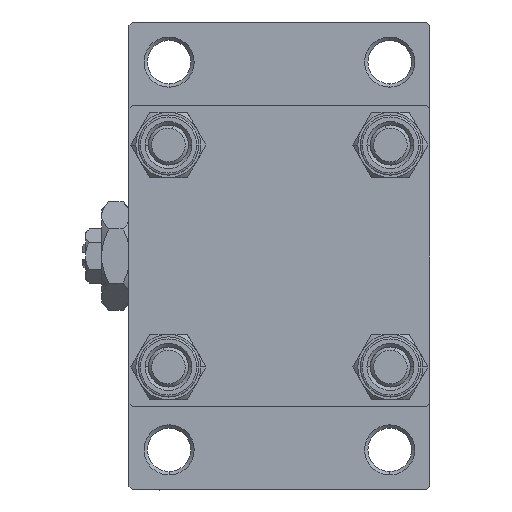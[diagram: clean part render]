
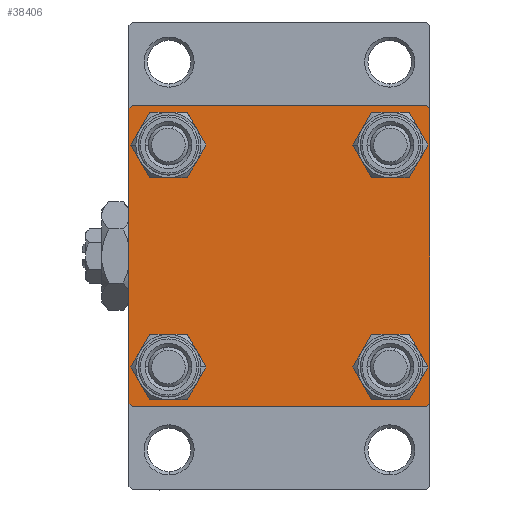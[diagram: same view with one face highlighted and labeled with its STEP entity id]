
A CAD part, left-side view. The second image highlights one B-rep face of the part: STEP entity #38406.
In plain terms, the highlighted planar face has unit normal (-1, 0, 0).
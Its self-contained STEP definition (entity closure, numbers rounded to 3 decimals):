
#22 = LINE ( 'NONE', #31310, #9567 ) ;
#1619 = CARTESIAN_POINT ( 'NONE',  ( 0., 16.6, -13.1 ) ) ;
#1884 = DIRECTION ( 'NONE',  ( 0., -0.707, -0.707 ) ) ;
#2197 = DIRECTION ( 'NONE',  ( 0., 0., 1. ) ) ;
#2485 = AXIS2_PLACEMENT_3D ( 'NONE', #45417, #25943, #33384 ) ;
#2700 = ORIENTED_EDGE ( 'NONE', *, *, #48810, .T. ) ;
#3792 = LINE ( 'NONE', #34576, #36921 ) ;
#4924 = EDGE_LOOP ( 'NONE', ( #18714, #13086 ) ) ;
#5791 = VERTEX_POINT ( 'NONE', #22614 ) ;
#5848 = VERTEX_POINT ( 'NONE', #11287 ) ;
#6037 = DIRECTION ( 'NONE',  ( 1., 0., 0. ) ) ;
#6259 = CARTESIAN_POINT ( 'NONE',  ( 0., 16.6, 16.6 ) ) ;
#6457 = EDGE_LOOP ( 'NONE', ( #2700, #28036 ) ) ;
#6639 = VERTEX_POINT ( 'NONE', #16491 ) ;
#6803 = EDGE_CURVE ( 'NONE', #30748, #21859, #34767, .T. ) ;
#6836 = VERTEX_POINT ( 'NONE', #35416 ) ;
#6957 = CARTESIAN_POINT ( 'NONE',  ( 0., -22.25, 22.25 ) ) ;
#7045 = VERTEX_POINT ( 'NONE', #21557 ) ;
#7703 = EDGE_LOOP ( 'NONE', ( #50624, #26396, #31250, #27949, #41026, #11627, #44414, #8875 ) ) ;
#8224 = VERTEX_POINT ( 'NONE', #1619 ) ;
#8875 = ORIENTED_EDGE ( 'NONE', *, *, #27474, .T. ) ;
#8978 = VERTEX_POINT ( 'NONE', #37392 ) ;
#9567 = VECTOR ( 'NONE', #11798, 1000. ) ;
#10040 = EDGE_CURVE ( 'NONE', #43609, #8978, #31987, .T. ) ;
#10155 = CARTESIAN_POINT ( 'NONE',  ( 0., -22.5, -22. ) ) ;
#10171 = ORIENTED_EDGE ( 'NONE', *, *, #44092, .T. ) ;
#10844 = CARTESIAN_POINT ( 'NONE',  ( 0., 16.6, -16.6 ) ) ;
#11287 = CARTESIAN_POINT ( 'NONE',  ( 0., 16.6, 20.1 ) ) ;
#11627 = ORIENTED_EDGE ( 'NONE', *, *, #44550, .T. ) ;
#11798 = DIRECTION ( 'NONE',  ( 0., -0.707, 0.707 ) ) ;
#12121 = VERTEX_POINT ( 'NONE', #28659 ) ;
#12319 = VERTEX_POINT ( 'NONE', #35264 ) ;
#12742 = CARTESIAN_POINT ( 'NONE',  ( 0., 22., -22.5 ) ) ;
#13086 = ORIENTED_EDGE ( 'NONE', *, *, #14583, .T. ) ;
#13905 = DIRECTION ( 'NONE',  ( 0., 0., 1. ) ) ;
#13925 = VERTEX_POINT ( 'NONE', #35075 ) ;
#14583 = EDGE_CURVE ( 'NONE', #7045, #5848, #21051, .T. ) ;
#15561 = EDGE_LOOP ( 'NONE', ( #32983, #10171 ) ) ;
#16371 = EDGE_CURVE ( 'NONE', #8224, #6639, #18629, .T. ) ;
#16491 = CARTESIAN_POINT ( 'NONE',  ( 0., 16.6, -20.1 ) ) ;
#16609 = VECTOR ( 'NONE', #18890, 1000. ) ;
#16821 = DIRECTION ( 'NONE',  ( 0., 0., -1. ) ) ;
#16957 = CIRCLE ( 'NONE', #45639, 3.5 ) ;
#17093 = CARTESIAN_POINT ( 'NONE',  ( 0., -16.6, 20.1 ) ) ;
#17192 = DIRECTION ( 'NONE',  ( 0., 0., 1. ) ) ;
#17265 = CARTESIAN_POINT ( 'NONE',  ( 0., 22.25, -22.25 ) ) ;
#17532 = FACE_OUTER_BOUND ( 'NONE', #7703, .T. ) ;
#17585 = LINE ( 'NONE', #40927, #25264 ) ;
#17690 = VERTEX_POINT ( 'NONE', #10155 ) ;
#18044 = FACE_BOUND ( 'NONE', #15561, .T. ) ;
#18259 = DIRECTION ( 'NONE',  ( 1., 0., 0. ) ) ;
#18302 = DIRECTION ( 'NONE',  ( 0., 0., 1. ) ) ;
#18304 = DIRECTION ( 'NONE',  ( 0., 0., 1. ) ) ;
#18385 = LINE ( 'NONE', #21999, #41526 ) ;
#18629 = CIRCLE ( 'NONE', #43993, 3.5 ) ;
#18714 = ORIENTED_EDGE ( 'NONE', *, *, #31884, .T. ) ;
#18890 = DIRECTION ( 'NONE',  ( 0., -1., 0. ) ) ;
#19511 = DIRECTION ( 'NONE',  ( 1., 0., 0. ) ) ;
#19753 = AXIS2_PLACEMENT_3D ( 'NONE', #10844, #42138, #18304 ) ;
#19938 = ORIENTED_EDGE ( 'NONE', *, *, #27718, .T. ) ;
#21051 = CIRCLE ( 'NONE', #48089, 3.5 ) ;
#21057 = CARTESIAN_POINT ( 'NONE',  ( 0., -16.6, 16.6 ) ) ;
#21153 = CARTESIAN_POINT ( 'NONE',  ( 0., 0., 0. ) ) ;
#21403 = PLANE ( 'NONE',  #46222 ) ;
#21557 = CARTESIAN_POINT ( 'NONE',  ( 0., 16.6, 13.1 ) ) ;
#21735 = CARTESIAN_POINT ( 'NONE',  ( 0., 16.6, -16.6 ) ) ;
#21859 = VERTEX_POINT ( 'NONE', #17093 ) ;
#21999 = CARTESIAN_POINT ( 'NONE',  ( 0., 22.5, 22.5 ) ) ;
#22367 = AXIS2_PLACEMENT_3D ( 'NONE', #37064, #6037, #2197 ) ;
#22539 = DIRECTION ( 'NONE',  ( 0., 0.707, -0.707 ) ) ;
#22614 = CARTESIAN_POINT ( 'NONE',  ( 0., -16.6, -13.1 ) ) ;
#22615 = DIRECTION ( 'NONE',  ( 0., 0.707, 0.707 ) ) ;
#23241 = LINE ( 'NONE', #30941, #16609 ) ;
#24602 = CIRCLE ( 'NONE', #2485, 3.5 ) ;
#25148 = AXIS2_PLACEMENT_3D ( 'NONE', #50558, #19511, #31816 ) ;
#25264 = VECTOR ( 'NONE', #16821, 1000. ) ;
#25278 = ORIENTED_EDGE ( 'NONE', *, *, #16371, .T. ) ;
#25943 = DIRECTION ( 'NONE',  ( 1., 0., 0. ) ) ;
#26396 = ORIENTED_EDGE ( 'NONE', *, *, #37672, .T. ) ;
#26397 = EDGE_CURVE ( 'NONE', #5791, #13925, #24602, .T. ) ;
#27474 = EDGE_CURVE ( 'NONE', #39386, #12121, #3792, .T. ) ;
#27718 = EDGE_CURVE ( 'NONE', #6639, #8224, #39403, .T. ) ;
#27949 = ORIENTED_EDGE ( 'NONE', *, *, #47978, .T. ) ;
#28036 = ORIENTED_EDGE ( 'NONE', *, *, #6803, .T. ) ;
#28493 = DIRECTION ( 'NONE',  ( 0., 0., -1. ) ) ;
#28659 = CARTESIAN_POINT ( 'NONE',  ( 0., 22.5, 22. ) ) ;
#29682 = DIRECTION ( 'NONE',  ( 0., 0., 1. ) ) ;
#29877 = AXIS2_PLACEMENT_3D ( 'NONE', #49083, #18259, #13905 ) ;
#30052 = VECTOR ( 'NONE', #22615, 1000. ) ;
#30691 = CARTESIAN_POINT ( 'NONE',  ( 0., -16.6, 13.1 ) ) ;
#30748 = VERTEX_POINT ( 'NONE', #30691 ) ;
#30759 = EDGE_CURVE ( 'NONE', #39386, #38593, #23241, .T. ) ;
#30941 = CARTESIAN_POINT ( 'NONE',  ( 0., 22.5, 22.5 ) ) ;
#31250 = ORIENTED_EDGE ( 'NONE', *, *, #10040, .T. ) ;
#31310 = CARTESIAN_POINT ( 'NONE',  ( 0., -22.25, -22.25 ) ) ;
#31816 = DIRECTION ( 'NONE',  ( 0., 0., 1. ) ) ;
#31884 = EDGE_CURVE ( 'NONE', #5848, #7045, #44474, .T. ) ;
#31987 = LINE ( 'NONE', #47398, #33131 ) ;
#32691 = FACE_BOUND ( 'NONE', #46202, .T. ) ;
#32983 = ORIENTED_EDGE ( 'NONE', *, *, #26397, .T. ) ;
#33131 = VECTOR ( 'NONE', #39159, 1000. ) ;
#33384 = DIRECTION ( 'NONE',  ( 0., 0., 1. ) ) ;
#34576 = CARTESIAN_POINT ( 'NONE',  ( 0., 22.25, 22.25 ) ) ;
#34767 = CIRCLE ( 'NONE', #29877, 3.5 ) ;
#35075 = CARTESIAN_POINT ( 'NONE',  ( 0., -16.6, -20.1 ) ) ;
#35264 = CARTESIAN_POINT ( 'NONE',  ( 0., 22.5, -22. ) ) ;
#35416 = CARTESIAN_POINT ( 'NONE',  ( 0., -22.5, 22. ) ) ;
#36767 = LINE ( 'NONE', #17265, #43769 ) ;
#36781 = FACE_BOUND ( 'NONE', #6457, .T. ) ;
#36921 = VECTOR ( 'NONE', #22539, 1000. ) ;
#37028 = FACE_BOUND ( 'NONE', #4924, .T. ) ;
#37064 = CARTESIAN_POINT ( 'NONE',  ( 0., 16.6, 16.6 ) ) ;
#37365 = DIRECTION ( 'NONE',  ( 1., 0., 0. ) ) ;
#37392 = CARTESIAN_POINT ( 'NONE',  ( 0., -22., -22.5 ) ) ;
#37672 = EDGE_CURVE ( 'NONE', #12319, #43609, #36767, .T. ) ;
#37790 = DIRECTION ( 'NONE',  ( 1., 0., 0. ) ) ;
#38406 = ADVANCED_FACE ( 'NONE', ( #36781, #18044, #32691, #37028, #17532 ), #21403, .T. ) ;
#38593 = VERTEX_POINT ( 'NONE', #43396 ) ;
#39030 = CIRCLE ( 'NONE', #25148, 3.5 ) ;
#39159 = DIRECTION ( 'NONE',  ( 0., -1., 0. ) ) ;
#39386 = VERTEX_POINT ( 'NONE', #44907 ) ;
#39403 = CIRCLE ( 'NONE', #19753, 3.5 ) ;
#40927 = CARTESIAN_POINT ( 'NONE',  ( 0., -22.5, 22.5 ) ) ;
#41026 = ORIENTED_EDGE ( 'NONE', *, *, #50482, .F. ) ;
#41038 = DIRECTION ( 'NONE',  ( 1., 0., 0. ) ) ;
#41378 = DIRECTION ( 'NONE',  ( 0., 0., 1. ) ) ;
#41526 = VECTOR ( 'NONE', #28493, 1000. ) ;
#42138 = DIRECTION ( 'NONE',  ( 1., 0., 0. ) ) ;
#42341 = LINE ( 'NONE', #6957, #30052 ) ;
#43396 = CARTESIAN_POINT ( 'NONE',  ( 0., -22., 22.5 ) ) ;
#43609 = VERTEX_POINT ( 'NONE', #12742 ) ;
#43769 = VECTOR ( 'NONE', #1884, 1000. ) ;
#43993 = AXIS2_PLACEMENT_3D ( 'NONE', #21735, #37365, #29682 ) ;
#44092 = EDGE_CURVE ( 'NONE', #13925, #5791, #39030, .T. ) ;
#44414 = ORIENTED_EDGE ( 'NONE', *, *, #30759, .F. ) ;
#44474 = CIRCLE ( 'NONE', #22367, 3.5 ) ;
#44550 = EDGE_CURVE ( 'NONE', #6836, #38593, #42341, .T. ) ;
#44720 = DIRECTION ( 'NONE',  ( -1., 0., 0. ) ) ;
#44907 = CARTESIAN_POINT ( 'NONE',  ( 0., 22., 22.5 ) ) ;
#45417 = CARTESIAN_POINT ( 'NONE',  ( 0., -16.6, -16.6 ) ) ;
#45639 = AXIS2_PLACEMENT_3D ( 'NONE', #21057, #41038, #17192 ) ;
#46202 = EDGE_LOOP ( 'NONE', ( #25278, #19938 ) ) ;
#46222 = AXIS2_PLACEMENT_3D ( 'NONE', #21153, #44720, #41378 ) ;
#47398 = CARTESIAN_POINT ( 'NONE',  ( 0., 22.5, -22.5 ) ) ;
#47978 = EDGE_CURVE ( 'NONE', #8978, #17690, #22, .T. ) ;
#48000 = EDGE_CURVE ( 'NONE', #12121, #12319, #18385, .T. ) ;
#48089 = AXIS2_PLACEMENT_3D ( 'NONE', #6259, #37790, #18302 ) ;
#48810 = EDGE_CURVE ( 'NONE', #21859, #30748, #16957, .T. ) ;
#49083 = CARTESIAN_POINT ( 'NONE',  ( 0., -16.6, 16.6 ) ) ;
#50482 = EDGE_CURVE ( 'NONE', #6836, #17690, #17585, .T. ) ;
#50558 = CARTESIAN_POINT ( 'NONE',  ( 0., -16.6, -16.6 ) ) ;
#50624 = ORIENTED_EDGE ( 'NONE', *, *, #48000, .T. ) ;
